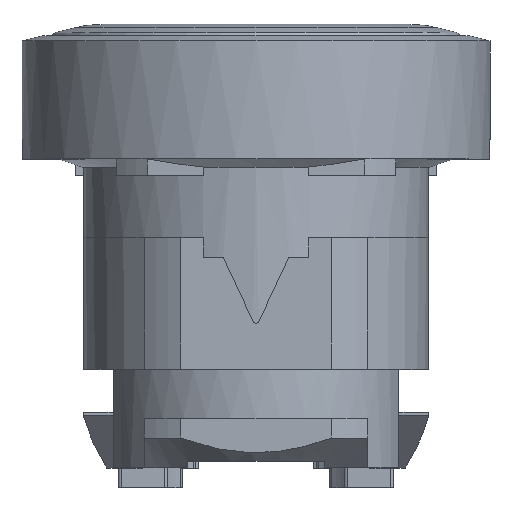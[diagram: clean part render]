
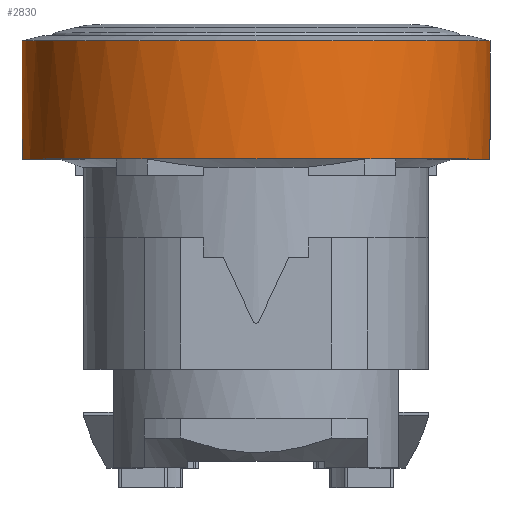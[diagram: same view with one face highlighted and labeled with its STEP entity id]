
A CAD part, top view. The second image highlights one B-rep face of the part: STEP entity #2830.
In plain terms, the highlighted cylindrical face has radius 14.25 mm (diameter 28.5 mm), a partial arc.
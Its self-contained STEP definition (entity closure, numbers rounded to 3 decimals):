
#393=CARTESIAN_POINT('',(0.,26.,0.));
#394=DIRECTION('',(0.,1.,0.));
#395=DIRECTION('',(-1.,0.,0.));
#396=AXIS2_PLACEMENT_3D('',#393,#394,#395);
#398=DIRECTION('',(0.,1.,0.));
#399=VECTOR('',#398,6.);
#400=CARTESIAN_POINT('',(14.25,20.,0.));
#401=LINE('',#400,#399);
#402=CARTESIAN_POINT('',(0.,20.,0.));
#403=DIRECTION('',(0.,1.,0.));
#404=DIRECTION('',(0.997,0.,0.081));
#405=AXIS2_PLACEMENT_3D('',#402,#403,#404);
#407=CARTESIAN_POINT('',(14.195,18.8,1.25));
#408=CARTESIAN_POINT('',(14.198,19.2,1.217));
#409=CARTESIAN_POINT('',(14.201,19.6,1.183));
#410=CARTESIAN_POINT('',(14.204,20.,1.15));
#412=CARTESIAN_POINT('',(0.,18.8,0.));
#413=DIRECTION('',(0.,-1.,0.));
#414=DIRECTION('',(0.996,0.,0.088));
#415=AXIS2_PLACEMENT_3D('',#412,#413,#414);
#417=CARTESIAN_POINT('',(-14.204,20.,1.15));
#418=CARTESIAN_POINT('',(-14.201,19.6,1.183));
#419=CARTESIAN_POINT('',(-14.198,19.2,1.217));
#420=CARTESIAN_POINT('',(-14.195,18.8,1.25));
#422=CARTESIAN_POINT('',(0.,20.,0.));
#423=DIRECTION('',(0.,1.,0.));
#424=DIRECTION('',(-1.,0.,0.));
#425=AXIS2_PLACEMENT_3D('',#422,#423,#424);
#427=DIRECTION('',(0.,1.,0.));
#428=VECTOR('',#427,6.);
#429=CARTESIAN_POINT('',(-14.25,20.,0.));
#430=LINE('',#429,#428);
#2347=VERTEX_POINT('',#407);
#2348=VERTEX_POINT('',#410);
#2360=CARTESIAN_POINT('',(-14.204,20.,1.15));
#2362=VERTEX_POINT('',#2360);
#2364=VERTEX_POINT('',#420);
#2373=CARTESIAN_POINT('',(14.25,20.,0.));
#2374=VERTEX_POINT('',#2373);
#2375=CARTESIAN_POINT('',(-14.25,20.,0.));
#2376=VERTEX_POINT('',#2375);
#2453=CARTESIAN_POINT('',(14.25,26.,0.));
#2454=CARTESIAN_POINT('',(-14.25,26.,0.));
#2455=VERTEX_POINT('',#2453);
#2456=VERTEX_POINT('',#2454);
#2808=CARTESIAN_POINT('',(0.,-1.315,0.));
#2809=DIRECTION('',(0.,1.,0.));
#2810=DIRECTION('',(1.,0.,0.));
#2811=AXIS2_PLACEMENT_3D('',#2808,#2809,#2810);
#2812=CYLINDRICAL_SURFACE('',#2811,14.25);
#2813=ORIENTED_EDGE('',*,*,#2802,.T.);
#2815=ORIENTED_EDGE('',*,*,#2814,.F.);
#2817=ORIENTED_EDGE('',*,*,#2816,.F.);
#2819=ORIENTED_EDGE('',*,*,#2818,.F.);
#2821=ORIENTED_EDGE('',*,*,#2820,.T.);
#2823=ORIENTED_EDGE('',*,*,#2822,.F.);
#2825=ORIENTED_EDGE('',*,*,#2824,.F.);
#2827=ORIENTED_EDGE('',*,*,#2826,.T.);
#2828=EDGE_LOOP('',(#2813,#2815,#2817,#2819,#2821,#2823,#2825,#2827));
#2829=FACE_OUTER_BOUND('',#2828,.F.);
#397=CIRCLE('',#396,14.25);
#406=CIRCLE('',#405,14.25);
#411=B_SPLINE_CURVE_WITH_KNOTS('',3,(#407,#408,#409,#410),.UNSPECIFIED.,.F.,.F.,
(4,4),(0.,1.),.UNSPECIFIED.);
#416=CIRCLE('',#415,14.25);
#421=B_SPLINE_CURVE_WITH_KNOTS('',3,(#417,#418,#419,#420),.UNSPECIFIED.,.F.,.F.,
(4,4),(0.,1.),.UNSPECIFIED.);
#426=CIRCLE('',#425,14.25);
#2802=EDGE_CURVE('',#2456,#2455,#397,.T.);
#2814=EDGE_CURVE('',#2374,#2455,#401,.T.);
#2816=EDGE_CURVE('',#2348,#2374,#406,.T.);
#2818=EDGE_CURVE('',#2347,#2348,#411,.T.);
#2820=EDGE_CURVE('',#2347,#2364,#416,.T.);
#2822=EDGE_CURVE('',#2362,#2364,#421,.T.);
#2824=EDGE_CURVE('',#2376,#2362,#426,.T.);
#2826=EDGE_CURVE('',#2376,#2456,#430,.T.);
#2830=ADVANCED_FACE('',(#2829),#2812,.T.);
